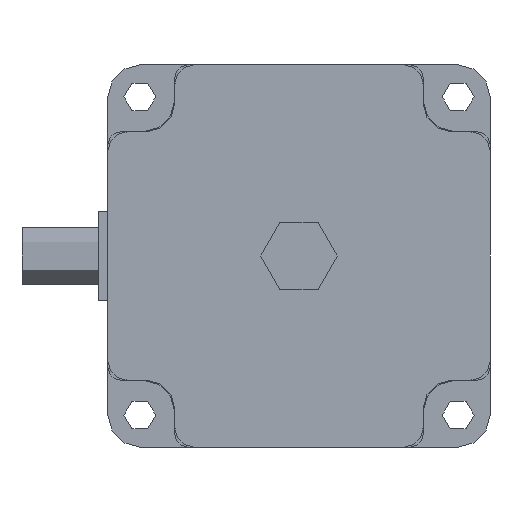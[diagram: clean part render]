
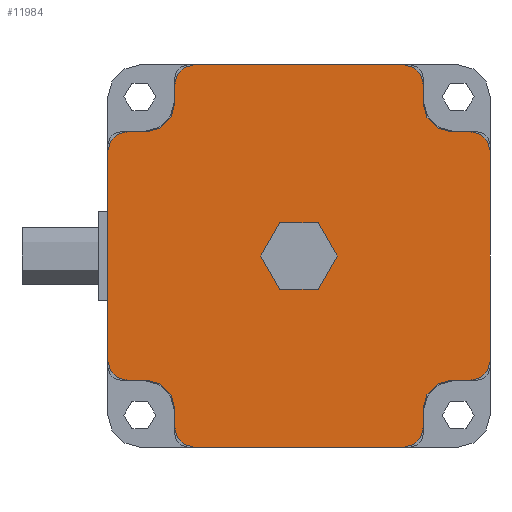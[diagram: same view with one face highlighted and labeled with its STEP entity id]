
A CAD part, front view. The second image highlights one B-rep face of the part: STEP entity #11984.
In plain terms, the highlighted face is planar.
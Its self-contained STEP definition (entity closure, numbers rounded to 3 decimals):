
#11099=CARTESIAN_POINT('',(0.,12.5,0.));
#11100=DIRECTION('',(0.,1.,0.));
#11101=DIRECTION('',(0.,0.,1.));
#11102=AXIS2_PLACEMENT_3D('',#11099,#11100,#11101);
#11104=CARTESIAN_POINT('',(0.,12.5,0.));
#11105=DIRECTION('',(0.,1.,0.));
#11106=DIRECTION('',(0.,0.,-1.));
#11107=AXIS2_PLACEMENT_3D('',#11104,#11105,#11106);
#11109=CARTESIAN_POINT('',(27.,12.5,-16.5));
#11110=DIRECTION('',(0.,1.,0.));
#11111=DIRECTION('',(1.,0.,0.));
#11112=AXIS2_PLACEMENT_3D('',#11109,#11110,#11111);
#11114=DIRECTION('',(0.,0.,-1.));
#11115=VECTOR('',#11114,33.);
#11116=CARTESIAN_POINT('',(30.,12.5,16.5));
#11117=LINE('',#11116,#11115);
#11118=CARTESIAN_POINT('',(27.,12.5,16.5));
#11119=DIRECTION('',(0.,1.,0.));
#11120=DIRECTION('',(0.,0.,1.));
#11121=AXIS2_PLACEMENT_3D('',#11118,#11119,#11120);
#11123=DIRECTION('',(-1.,0.,0.));
#11124=VECTOR('',#11123,3.);
#11125=CARTESIAN_POINT('',(27.,12.5,19.5));
#11126=LINE('',#11125,#11124);
#11127=CARTESIAN_POINT('',(24.,12.5,24.));
#11128=DIRECTION('',(0.,1.,0.));
#11129=DIRECTION('',(0.,0.,-1.));
#11130=AXIS2_PLACEMENT_3D('',#11127,#11128,#11129);
#11132=DIRECTION('',(0.,0.,-1.));
#11133=VECTOR('',#11132,3.);
#11134=CARTESIAN_POINT('',(19.5,12.5,27.));
#11135=LINE('',#11134,#11133);
#11136=CARTESIAN_POINT('',(16.5,12.5,27.));
#11137=DIRECTION('',(0.,1.,0.));
#11138=DIRECTION('',(0.,0.,1.));
#11139=AXIS2_PLACEMENT_3D('',#11136,#11137,#11138);
#11141=DIRECTION('',(1.,0.,0.));
#11142=VECTOR('',#11141,33.);
#11143=CARTESIAN_POINT('',(-16.5,12.5,30.));
#11144=LINE('',#11143,#11142);
#11145=CARTESIAN_POINT('',(-16.5,12.5,27.));
#11146=DIRECTION('',(0.,1.,0.));
#11147=DIRECTION('',(-1.,0.,0.));
#11148=AXIS2_PLACEMENT_3D('',#11145,#11146,#11147);
#11150=DIRECTION('',(0.,0.,-1.));
#11151=VECTOR('',#11150,3.);
#11152=CARTESIAN_POINT('',(-19.5,12.5,27.));
#11153=LINE('',#11152,#11151);
#11154=CARTESIAN_POINT('',(-24.,12.5,24.));
#11155=DIRECTION('',(0.,1.,0.));
#11156=DIRECTION('',(1.,0.,0.));
#11157=AXIS2_PLACEMENT_3D('',#11154,#11155,#11156);
#11159=DIRECTION('',(1.,0.,0.));
#11160=VECTOR('',#11159,3.);
#11161=CARTESIAN_POINT('',(-27.,12.5,19.5));
#11162=LINE('',#11161,#11160);
#11163=CARTESIAN_POINT('',(-27.,12.5,16.5));
#11164=DIRECTION('',(0.,1.,0.));
#11165=DIRECTION('',(-1.,0.,0.));
#11166=AXIS2_PLACEMENT_3D('',#11163,#11164,#11165);
#11168=DIRECTION('',(0.,0.,1.));
#11169=VECTOR('',#11168,33.);
#11170=CARTESIAN_POINT('',(-30.,12.5,-16.5));
#11171=LINE('',#11170,#11169);
#11172=CARTESIAN_POINT('',(-27.,12.5,-16.5));
#11173=DIRECTION('',(0.,1.,0.));
#11174=DIRECTION('',(0.,0.,-1.));
#11175=AXIS2_PLACEMENT_3D('',#11172,#11173,#11174);
#11177=DIRECTION('',(1.,0.,0.));
#11178=VECTOR('',#11177,3.);
#11179=CARTESIAN_POINT('',(-27.,12.5,-19.5));
#11180=LINE('',#11179,#11178);
#11181=CARTESIAN_POINT('',(-24.,12.5,-24.));
#11182=DIRECTION('',(0.,1.,0.));
#11183=DIRECTION('',(0.,0.,1.));
#11184=AXIS2_PLACEMENT_3D('',#11181,#11182,#11183);
#11186=DIRECTION('',(0.,0.,1.));
#11187=VECTOR('',#11186,3.);
#11188=CARTESIAN_POINT('',(-19.5,12.5,-27.));
#11189=LINE('',#11188,#11187);
#11190=CARTESIAN_POINT('',(-16.5,12.5,-27.));
#11191=DIRECTION('',(0.,1.,0.));
#11192=DIRECTION('',(0.,0.,-1.));
#11193=AXIS2_PLACEMENT_3D('',#11190,#11191,#11192);
#11195=DIRECTION('',(-1.,0.,0.));
#11196=VECTOR('',#11195,33.);
#11197=CARTESIAN_POINT('',(16.5,12.5,-30.));
#11198=LINE('',#11197,#11196);
#11199=CARTESIAN_POINT('',(16.5,12.5,-27.));
#11200=DIRECTION('',(0.,1.,0.));
#11201=DIRECTION('',(1.,0.,0.));
#11202=AXIS2_PLACEMENT_3D('',#11199,#11200,#11201);
#11204=DIRECTION('',(0.,0.,1.));
#11205=VECTOR('',#11204,3.);
#11206=CARTESIAN_POINT('',(19.5,12.5,-27.));
#11207=LINE('',#11206,#11205);
#11208=CARTESIAN_POINT('',(24.,12.5,-24.));
#11209=DIRECTION('',(0.,1.,0.));
#11210=DIRECTION('',(-1.,0.,0.));
#11211=AXIS2_PLACEMENT_3D('',#11208,#11209,#11210);
#11213=DIRECTION('',(-1.,0.,0.));
#11214=VECTOR('',#11213,3.);
#11215=CARTESIAN_POINT('',(27.,12.5,-19.5));
#11216=LINE('',#11215,#11214);
#11763=CARTESIAN_POINT('',(0.,12.5,6.));
#11764=CARTESIAN_POINT('',(0.,12.5,-6.));
#11765=VERTEX_POINT('',#11763);
#11766=VERTEX_POINT('',#11764);
#11787=CARTESIAN_POINT('',(-19.5,12.5,24.));
#11788=CARTESIAN_POINT('',(-24.,12.5,19.5));
#11789=VERTEX_POINT('',#11787);
#11790=VERTEX_POINT('',#11788);
#11791=CARTESIAN_POINT('',(24.,12.5,19.5));
#11792=CARTESIAN_POINT('',(19.5,12.5,24.));
#11793=VERTEX_POINT('',#11791);
#11794=VERTEX_POINT('',#11792);
#11795=CARTESIAN_POINT('',(19.5,12.5,-24.));
#11796=CARTESIAN_POINT('',(24.,12.5,-19.5));
#11797=VERTEX_POINT('',#11795);
#11798=VERTEX_POINT('',#11796);
#11799=CARTESIAN_POINT('',(-24.,12.5,-19.5));
#11800=CARTESIAN_POINT('',(-19.5,12.5,-24.));
#11801=VERTEX_POINT('',#11799);
#11802=VERTEX_POINT('',#11800);
#11803=CARTESIAN_POINT('',(30.,12.5,-16.5));
#11804=CARTESIAN_POINT('',(27.,12.5,-19.5));
#11805=VERTEX_POINT('',#11803);
#11806=VERTEX_POINT('',#11804);
#11807=CARTESIAN_POINT('',(19.5,12.5,-27.));
#11808=CARTESIAN_POINT('',(16.5,12.5,-30.));
#11809=VERTEX_POINT('',#11807);
#11810=VERTEX_POINT('',#11808);
#11811=CARTESIAN_POINT('',(-16.5,12.5,-30.));
#11812=CARTESIAN_POINT('',(-19.5,12.5,-27.));
#11813=VERTEX_POINT('',#11811);
#11814=VERTEX_POINT('',#11812);
#11815=CARTESIAN_POINT('',(-27.,12.5,-19.5));
#11816=CARTESIAN_POINT('',(-30.,12.5,-16.5));
#11817=VERTEX_POINT('',#11815);
#11818=VERTEX_POINT('',#11816);
#11819=CARTESIAN_POINT('',(-30.,12.5,16.5));
#11820=CARTESIAN_POINT('',(-27.,12.5,19.5));
#11821=VERTEX_POINT('',#11819);
#11822=VERTEX_POINT('',#11820);
#11823=CARTESIAN_POINT('',(-19.5,12.5,27.));
#11824=CARTESIAN_POINT('',(-16.5,12.5,30.));
#11825=VERTEX_POINT('',#11823);
#11826=VERTEX_POINT('',#11824);
#11827=CARTESIAN_POINT('',(16.5,12.5,30.));
#11828=CARTESIAN_POINT('',(19.5,12.5,27.));
#11829=VERTEX_POINT('',#11827);
#11830=VERTEX_POINT('',#11828);
#11831=CARTESIAN_POINT('',(27.,12.5,19.5));
#11832=CARTESIAN_POINT('',(30.,12.5,16.5));
#11833=VERTEX_POINT('',#11831);
#11834=VERTEX_POINT('',#11832);
#11923=CARTESIAN_POINT('',(0.,12.5,0.));
#11924=DIRECTION('',(0.,1.,0.));
#11925=DIRECTION('',(1.,0.,0.));
#11926=AXIS2_PLACEMENT_3D('',#11923,#11924,#11925);
#11927=PLANE('',#11926);
#11929=ORIENTED_EDGE('',*,*,#11928,.F.);
#11931=ORIENTED_EDGE('',*,*,#11930,.F.);
#11933=ORIENTED_EDGE('',*,*,#11932,.F.);
#11935=ORIENTED_EDGE('',*,*,#11934,.T.);
#11937=ORIENTED_EDGE('',*,*,#11936,.T.);
#11939=ORIENTED_EDGE('',*,*,#11938,.F.);
#11941=ORIENTED_EDGE('',*,*,#11940,.F.);
#11943=ORIENTED_EDGE('',*,*,#11942,.F.);
#11945=ORIENTED_EDGE('',*,*,#11944,.F.);
#11947=ORIENTED_EDGE('',*,*,#11946,.T.);
#11949=ORIENTED_EDGE('',*,*,#11948,.T.);
#11951=ORIENTED_EDGE('',*,*,#11950,.F.);
#11953=ORIENTED_EDGE('',*,*,#11952,.F.);
#11955=ORIENTED_EDGE('',*,*,#11954,.F.);
#11957=ORIENTED_EDGE('',*,*,#11956,.F.);
#11959=ORIENTED_EDGE('',*,*,#11958,.T.);
#11961=ORIENTED_EDGE('',*,*,#11960,.T.);
#11963=ORIENTED_EDGE('',*,*,#11962,.F.);
#11965=ORIENTED_EDGE('',*,*,#11964,.F.);
#11967=ORIENTED_EDGE('',*,*,#11966,.F.);
#11969=ORIENTED_EDGE('',*,*,#11968,.F.);
#11971=ORIENTED_EDGE('',*,*,#11970,.T.);
#11973=ORIENTED_EDGE('',*,*,#11972,.T.);
#11975=ORIENTED_EDGE('',*,*,#11974,.F.);
#11976=EDGE_LOOP('',(#11929,#11931,#11933,#11935,#11937,#11939,#11941,#11943,
#11945,#11947,#11949,#11951,#11953,#11955,#11957,#11959,#11961,#11963,#11965,
#11967,#11969,#11971,#11973,#11975));
#11977=FACE_OUTER_BOUND('',#11976,.F.);
#11979=ORIENTED_EDGE('',*,*,#11978,.T.);
#11981=ORIENTED_EDGE('',*,*,#11980,.T.);
#11982=EDGE_LOOP('',(#11979,#11981));
#11983=FACE_BOUND('',#11982,.F.);
#11103=CIRCLE('',#11102,6.);
#11108=CIRCLE('',#11107,6.);
#11113=CIRCLE('',#11112,3.);
#11122=CIRCLE('',#11121,3.);
#11131=CIRCLE('',#11130,4.5);
#11140=CIRCLE('',#11139,3.);
#11149=CIRCLE('',#11148,3.);
#11158=CIRCLE('',#11157,4.5);
#11167=CIRCLE('',#11166,3.);
#11176=CIRCLE('',#11175,3.);
#11185=CIRCLE('',#11184,4.5);
#11194=CIRCLE('',#11193,3.);
#11203=CIRCLE('',#11202,3.);
#11212=CIRCLE('',#11211,4.5);
#11928=EDGE_CURVE('',#11805,#11806,#11113,.T.);
#11930=EDGE_CURVE('',#11834,#11805,#11117,.T.);
#11932=EDGE_CURVE('',#11833,#11834,#11122,.T.);
#11934=EDGE_CURVE('',#11833,#11793,#11126,.T.);
#11936=EDGE_CURVE('',#11793,#11794,#11131,.T.);
#11938=EDGE_CURVE('',#11830,#11794,#11135,.T.);
#11940=EDGE_CURVE('',#11829,#11830,#11140,.T.);
#11942=EDGE_CURVE('',#11826,#11829,#11144,.T.);
#11944=EDGE_CURVE('',#11825,#11826,#11149,.T.);
#11946=EDGE_CURVE('',#11825,#11789,#11153,.T.);
#11948=EDGE_CURVE('',#11789,#11790,#11158,.T.);
#11950=EDGE_CURVE('',#11822,#11790,#11162,.T.);
#11952=EDGE_CURVE('',#11821,#11822,#11167,.T.);
#11954=EDGE_CURVE('',#11818,#11821,#11171,.T.);
#11956=EDGE_CURVE('',#11817,#11818,#11176,.T.);
#11958=EDGE_CURVE('',#11817,#11801,#11180,.T.);
#11960=EDGE_CURVE('',#11801,#11802,#11185,.T.);
#11962=EDGE_CURVE('',#11814,#11802,#11189,.T.);
#11964=EDGE_CURVE('',#11813,#11814,#11194,.T.);
#11966=EDGE_CURVE('',#11810,#11813,#11198,.T.);
#11968=EDGE_CURVE('',#11809,#11810,#11203,.T.);
#11970=EDGE_CURVE('',#11809,#11797,#11207,.T.);
#11972=EDGE_CURVE('',#11797,#11798,#11212,.T.);
#11974=EDGE_CURVE('',#11806,#11798,#11216,.T.);
#11978=EDGE_CURVE('',#11765,#11766,#11103,.T.);
#11980=EDGE_CURVE('',#11766,#11765,#11108,.T.);
#11984=ADVANCED_FACE('',(#11977,#11983),#11927,.T.);
